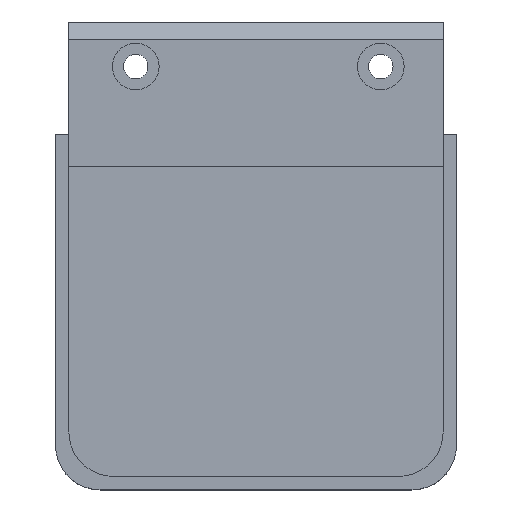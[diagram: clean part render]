
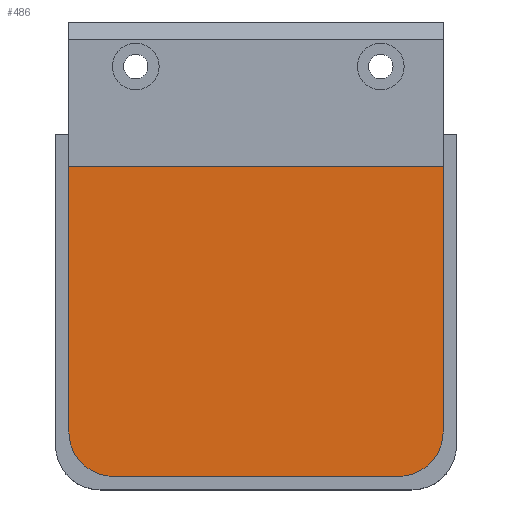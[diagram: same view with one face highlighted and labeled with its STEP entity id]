
A CAD part, top view. The second image highlights one B-rep face of the part: STEP entity #486.
In plain terms, the highlighted planar face has unit normal (0, 0, 1).
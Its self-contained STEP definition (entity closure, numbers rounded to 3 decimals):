
#30=PLANE('',#531);
#55=FACE_OUTER_BOUND('',#86,.T.);
#86=EDGE_LOOP('',(#403,#404,#405,#406,#407,#408));
#130=LINE('',#777,#181);
#134=LINE('',#786,#185);
#135=LINE('',#788,#186);
#136=LINE('',#789,#187);
#181=VECTOR('',#633,10.);
#185=VECTOR('',#643,10.);
#186=VECTOR('',#644,10.);
#187=VECTOR('',#645,10.);
#216=CIRCLE('',#527,10.);
#217=CIRCLE('',#530,10.);
#250=VERTEX_POINT('',#770);
#251=VERTEX_POINT('',#771);
#252=VERTEX_POINT('',#776);
#253=VERTEX_POINT('',#780);
#254=VERTEX_POINT('',#781);
#255=VERTEX_POINT('',#787);
#304=EDGE_CURVE('',#250,#251,#216,.T.);
#307=EDGE_CURVE('',#250,#252,#130,.T.);
#309=EDGE_CURVE('',#253,#254,#217,.T.);
#312=EDGE_CURVE('',#253,#251,#134,.T.);
#313=EDGE_CURVE('',#255,#254,#135,.T.);
#314=EDGE_CURVE('',#255,#252,#136,.T.);
#403=ORIENTED_EDGE('',*,*,#304,.T.);
#404=ORIENTED_EDGE('',*,*,#312,.F.);
#405=ORIENTED_EDGE('',*,*,#309,.T.);
#406=ORIENTED_EDGE('',*,*,#313,.F.);
#407=ORIENTED_EDGE('',*,*,#314,.T.);
#408=ORIENTED_EDGE('',*,*,#307,.F.);
#486=ADVANCED_FACE('',(#55),#30,.F.);
#527=AXIS2_PLACEMENT_3D('',#772,#627,#628);
#530=AXIS2_PLACEMENT_3D('',#782,#637,#638);
#531=AXIS2_PLACEMENT_3D('',#785,#641,#642);
#627=DIRECTION('center_axis',(0.,0.,1.));
#628=DIRECTION('ref_axis',(-0.707,-0.707,0.));
#633=DIRECTION('',(0.,1.,0.));
#637=DIRECTION('center_axis',(0.,0.,1.));
#638=DIRECTION('ref_axis',(0.707,-0.707,0.));
#641=DIRECTION('center_axis',(0.,0.,-1.));
#642=DIRECTION('ref_axis',(-1.,0.,0.));
#643=DIRECTION('',(-1.,0.,0.));
#644=DIRECTION('',(0.,-1.,0.));
#645=DIRECTION('',(-1.,0.,0.));
#770=CARTESIAN_POINT('',(30.,-72.,8.796));
#771=CARTESIAN_POINT('',(40.,-82.,8.796));
#772=CARTESIAN_POINT('Origin',(40.,-72.,8.796));
#776=CARTESIAN_POINT('',(30.,-12.5,8.796));
#777=CARTESIAN_POINT('',(30.,-8.5,8.796));
#780=CARTESIAN_POINT('',(104.,-82.,8.796));
#781=CARTESIAN_POINT('',(114.,-72.,8.796));
#782=CARTESIAN_POINT('Origin',(104.,-72.,8.796));
#785=CARTESIAN_POINT('Origin',(72.,-45.5,8.796));
#786=CARTESIAN_POINT('',(30.,-82.,8.796));
#787=CARTESIAN_POINT('',(114.,-12.5,8.796));
#788=CARTESIAN_POINT('',(114.,-82.5,8.796));
#789=CARTESIAN_POINT('',(51.,-12.5,8.796));
